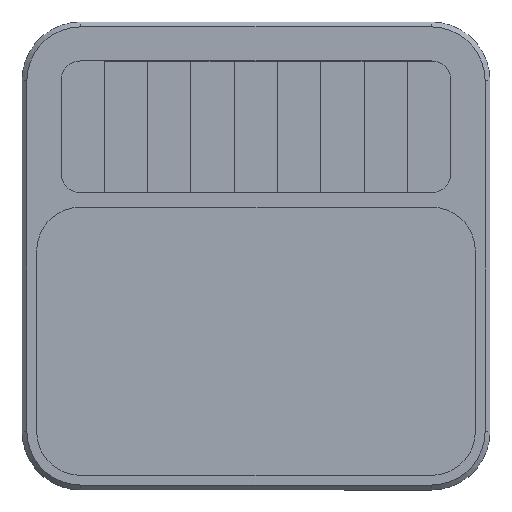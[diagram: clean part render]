
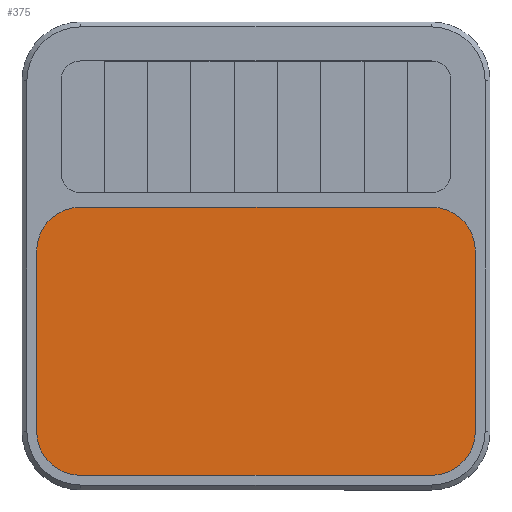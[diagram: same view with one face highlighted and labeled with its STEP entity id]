
A CAD part, top view. The second image highlights one B-rep face of the part: STEP entity #375.
In plain terms, the highlighted planar face has unit normal (0, 0, 1).
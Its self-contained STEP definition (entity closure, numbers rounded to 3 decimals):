
#2 = PLANE ( 'NONE',  #879 ) ;
#18 = VECTOR ( 'NONE', #1404, 1000. ) ;
#38 = VERTEX_POINT ( 'NONE', #496 ) ;
#55 = CARTESIAN_POINT ( 'NONE',  ( 0., 2.5, 1.6 ) ) ;
#77 = CIRCLE ( 'NONE', #1243, 2.25 ) ;
#83 = ORIENTED_EDGE ( 'NONE', *, *, #523, .F. ) ;
#85 = EDGE_CURVE ( 'NONE', #38, #1557, #1650, .T. ) ;
#87 = CARTESIAN_POINT ( 'NONE',  ( -11.25, 0.25, 1.6 ) ) ;
#174 = VERTEX_POINT ( 'NONE', #242 ) ;
#193 = CARTESIAN_POINT ( 'NONE',  ( -9., 0.25, 1.6 ) ) ;
#223 = DIRECTION ( 'NONE',  ( 1., 0., 0. ) ) ;
#228 = LINE ( 'NONE', #1042, #1676 ) ;
#242 = CARTESIAN_POINT ( 'NONE',  ( 9., -11.25, 1.6 ) ) ;
#280 = CARTESIAN_POINT ( 'NONE',  ( -11.25, -9., 1.6 ) ) ;
#283 = CARTESIAN_POINT ( 'NONE',  ( -11.25, 0., 1.6 ) ) ;
#302 = EDGE_CURVE ( 'NONE', #1514, #1330, #1658, .T. ) ;
#318 = LINE ( 'NONE', #55, #985 ) ;
#327 = DIRECTION ( 'NONE',  ( 1., 0., 0. ) ) ;
#357 = VERTEX_POINT ( 'NONE', #863 ) ;
#365 = VERTEX_POINT ( 'NONE', #1521 ) ;
#375 = ADVANCED_FACE ( 'NONE', ( #1701 ), #2, .T. ) ;
#388 = DIRECTION ( 'NONE',  ( 0., 0., 1. ) ) ;
#447 = DIRECTION ( 'NONE',  ( 0., 0., 1. ) ) ;
#496 = CARTESIAN_POINT ( 'NONE',  ( 9., 2.5, 1.6 ) ) ;
#523 = EDGE_CURVE ( 'NONE', #365, #38, #318, .T. ) ;
#587 = DIRECTION ( 'NONE',  ( 1., 0., 0. ) ) ;
#610 = DIRECTION ( 'NONE',  ( 0., 0., 1. ) ) ;
#638 = EDGE_CURVE ( 'NONE', #174, #357, #1735, .T. ) ;
#649 = AXIS2_PLACEMENT_3D ( 'NONE', #193, #610, #587 ) ;
#714 = CARTESIAN_POINT ( 'NONE',  ( -9., -9., 1.6 ) ) ;
#751 = ORIENTED_EDGE ( 'NONE', *, *, #302, .T. ) ;
#770 = CARTESIAN_POINT ( 'NONE',  ( 11.25, 0.25, 1.6 ) ) ;
#813 = DIRECTION ( 'NONE',  ( 1., 0., 0. ) ) ;
#863 = CARTESIAN_POINT ( 'NONE',  ( 11.25, -9., 1.6 ) ) ;
#878 = ORIENTED_EDGE ( 'NONE', *, *, #85, .F. ) ;
#879 = AXIS2_PLACEMENT_3D ( 'NONE', #1386, #447, #999 ) ;
#881 = ORIENTED_EDGE ( 'NONE', *, *, #1784, .T. ) ;
#894 = ORIENTED_EDGE ( 'NONE', *, *, #1053, .T. ) ;
#985 = VECTOR ( 'NONE', #327, 1000. ) ;
#997 = VERTEX_POINT ( 'NONE', #1092 ) ;
#999 = DIRECTION ( 'NONE',  ( 1., 0., 0. ) ) ;
#1042 = CARTESIAN_POINT ( 'NONE',  ( 0., -11.25, 1.6 ) ) ;
#1053 = EDGE_CURVE ( 'NONE', #365, #1514, #1731, .T. ) ;
#1092 = CARTESIAN_POINT ( 'NONE',  ( -9., -11.25, 1.6 ) ) ;
#1102 = DIRECTION ( 'NONE',  ( 0., 1., 0. ) ) ;
#1114 = CARTESIAN_POINT ( 'NONE',  ( 9., -9., 1.6 ) ) ;
#1137 = ORIENTED_EDGE ( 'NONE', *, *, #1165, .T. ) ;
#1165 = EDGE_CURVE ( 'NONE', #997, #174, #228, .T. ) ;
#1243 = AXIS2_PLACEMENT_3D ( 'NONE', #714, #1258, #1806 ) ;
#1253 = EDGE_LOOP ( 'NONE', ( #83, #894, #751, #881, #1137, #1308, #1273, #878 ) ) ;
#1258 = DIRECTION ( 'NONE',  ( 0., 0., 1. ) ) ;
#1273 = ORIENTED_EDGE ( 'NONE', *, *, #1513, .T. ) ;
#1308 = ORIENTED_EDGE ( 'NONE', *, *, #638, .T. ) ;
#1330 = VERTEX_POINT ( 'NONE', #280 ) ;
#1352 = AXIS2_PLACEMENT_3D ( 'NONE', #1114, #388, #813 ) ;
#1378 = CARTESIAN_POINT ( 'NONE',  ( 11.25, 0., 1.6 ) ) ;
#1386 = CARTESIAN_POINT ( 'NONE',  ( 0., 0., 1.6 ) ) ;
#1404 = DIRECTION ( 'NONE',  ( 0., -1., 0. ) ) ;
#1406 = LINE ( 'NONE', #1378, #1423 ) ;
#1420 = AXIS2_PLACEMENT_3D ( 'NONE', #1595, #1620, #1635 ) ;
#1423 = VECTOR ( 'NONE', #1102, 1000. ) ;
#1513 = EDGE_CURVE ( 'NONE', #357, #1557, #1406, .T. ) ;
#1514 = VERTEX_POINT ( 'NONE', #87 ) ;
#1521 = CARTESIAN_POINT ( 'NONE',  ( -9., 2.5, 1.6 ) ) ;
#1557 = VERTEX_POINT ( 'NONE', #770 ) ;
#1595 = CARTESIAN_POINT ( 'NONE',  ( 9., 0.25, 1.6 ) ) ;
#1620 = DIRECTION ( 'NONE',  ( 0., 0., -1. ) ) ;
#1635 = DIRECTION ( 'NONE',  ( 1., 0., 0. ) ) ;
#1650 = CIRCLE ( 'NONE', #1420, 2.25 ) ;
#1658 = LINE ( 'NONE', #283, #18 ) ;
#1676 = VECTOR ( 'NONE', #223, 1000. ) ;
#1701 = FACE_OUTER_BOUND ( 'NONE', #1253, .T. ) ;
#1731 = CIRCLE ( 'NONE', #649, 2.25 ) ;
#1735 = CIRCLE ( 'NONE', #1352, 2.25 ) ;
#1784 = EDGE_CURVE ( 'NONE', #1330, #997, #77, .T. ) ;
#1806 = DIRECTION ( 'NONE',  ( 1., 0., 0. ) ) ;
